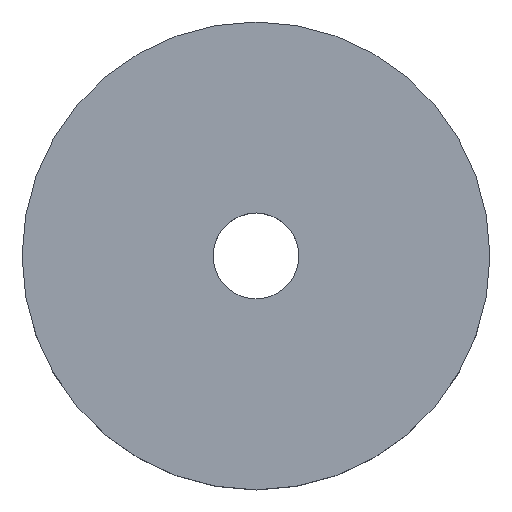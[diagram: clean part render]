
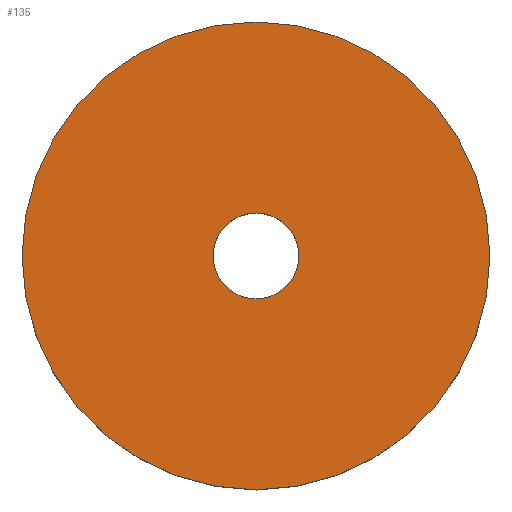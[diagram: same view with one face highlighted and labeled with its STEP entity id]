
A CAD part, top view. The second image highlights one B-rep face of the part: STEP entity #135.
In plain terms, the highlighted planar face has unit normal (0, 0, 1).
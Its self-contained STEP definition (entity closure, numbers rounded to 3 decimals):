
#33=FACE_BOUND('',#54,.T.);
#40=FACE_OUTER_BOUND('',#53,.T.);
#53=EDGE_LOOP('',(#109));
#54=EDGE_LOOP('',(#110));
#66=CIRCLE('',#165,21.8);
#67=CIRCLE('',#167,4.);
#76=VERTEX_POINT('',#240);
#77=VERTEX_POINT('',#244);
#87=EDGE_CURVE('',#76,#76,#66,.T.);
#89=EDGE_CURVE('',#77,#77,#67,.T.);
#109=ORIENTED_EDGE('',*,*,#87,.T.);
#110=ORIENTED_EDGE('',*,*,#89,.T.);
#128=PLANE('',#166);
#135=ADVANCED_FACE('',(#40,#33),#128,.T.);
#165=AXIS2_PLACEMENT_3D('',#241,#199,#200);
#166=AXIS2_PLACEMENT_3D('',#243,#202,#203);
#167=AXIS2_PLACEMENT_3D('',#245,#204,#205);
#199=DIRECTION('center_axis',(0.,0.,1.));
#200=DIRECTION('ref_axis',(-1.,0.,0.));
#202=DIRECTION('center_axis',(0.,0.,1.));
#203=DIRECTION('ref_axis',(-1.,0.,0.));
#204=DIRECTION('center_axis',(0.,0.,-1.));
#205=DIRECTION('ref_axis',(-1.,0.,0.));
#240=CARTESIAN_POINT('',(21.8,0.,16.1));
#241=CARTESIAN_POINT('Origin',(0.,0.,16.1));
#243=CARTESIAN_POINT('Origin',(0.,0.,16.1));
#244=CARTESIAN_POINT('',(-4.,0.,16.1));
#245=CARTESIAN_POINT('Origin',(0.,0.,16.1));
